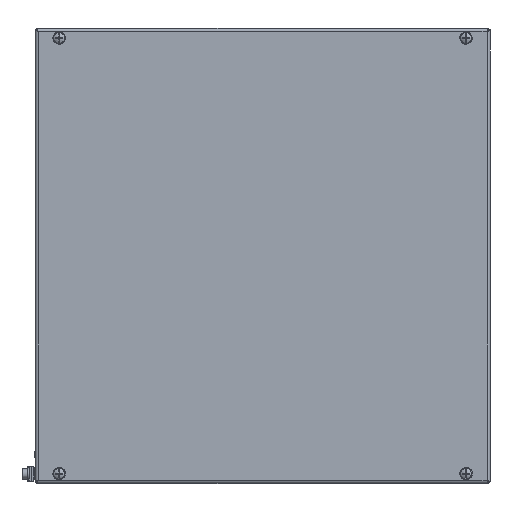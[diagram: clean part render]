
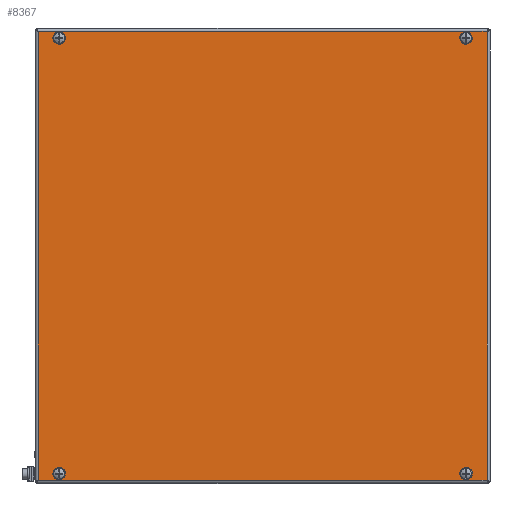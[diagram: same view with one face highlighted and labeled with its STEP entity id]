
A CAD part, top view. The second image highlights one B-rep face of the part: STEP entity #8367.
In plain terms, the highlighted face is planar.
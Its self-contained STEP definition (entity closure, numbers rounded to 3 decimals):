
#449=LINE('',#12938,#1052);
#450=LINE('',#12940,#1053);
#451=LINE('',#12942,#1054);
#452=LINE('',#12943,#1055);
#1052=VECTOR('',#10181,1000.);
#1053=VECTOR('',#10182,1000.);
#1054=VECTOR('',#10183,1000.);
#1055=VECTOR('',#10184,1000.);
#1789=PLANE('',#9023);
#2018=FACE_BOUND('',#3053,.T.);
#2019=FACE_BOUND('',#3054,.T.);
#2020=FACE_BOUND('',#3055,.T.);
#2021=FACE_BOUND('',#3056,.T.);
#2452=FACE_OUTER_BOUND('',#3052,.T.);
#3052=EDGE_LOOP('',(#6220,#6221,#6222,#6223));
#3053=EDGE_LOOP('',(#6224));
#3054=EDGE_LOOP('',(#6225));
#3055=EDGE_LOOP('',(#6226));
#3056=EDGE_LOOP('',(#6227));
#3750=CIRCLE('',#9012,4.);
#3752=CIRCLE('',#9015,4.);
#3754=CIRCLE('',#9018,4.);
#3756=CIRCLE('',#9021,4.);
#4146=VERTEX_POINT('',#12909);
#4148=VERTEX_POINT('',#12914);
#4150=VERTEX_POINT('',#12919);
#4152=VERTEX_POINT('',#12924);
#4157=VERTEX_POINT('',#12936);
#4158=VERTEX_POINT('',#12937);
#4159=VERTEX_POINT('',#12939);
#4160=VERTEX_POINT('',#12941);
#4913=EDGE_CURVE('',#4146,#4146,#3750,.T.);
#4915=EDGE_CURVE('',#4148,#4148,#3752,.T.);
#4917=EDGE_CURVE('',#4150,#4150,#3754,.T.);
#4919=EDGE_CURVE('',#4152,#4152,#3756,.T.);
#4924=EDGE_CURVE('',#4157,#4158,#449,.T.);
#4925=EDGE_CURVE('',#4158,#4159,#450,.T.);
#4926=EDGE_CURVE('',#4159,#4160,#451,.T.);
#4927=EDGE_CURVE('',#4160,#4157,#452,.T.);
#6220=ORIENTED_EDGE('',*,*,#4924,.T.);
#6221=ORIENTED_EDGE('',*,*,#4925,.T.);
#6222=ORIENTED_EDGE('',*,*,#4926,.T.);
#6223=ORIENTED_EDGE('',*,*,#4927,.T.);
#6224=ORIENTED_EDGE('',*,*,#4913,.F.);
#6225=ORIENTED_EDGE('',*,*,#4915,.F.);
#6226=ORIENTED_EDGE('',*,*,#4917,.F.);
#6227=ORIENTED_EDGE('',*,*,#4919,.F.);
#8367=ADVANCED_FACE('',(#2452,#2018,#2019,#2020,#2021),#1789,.F.);
#9012=AXIS2_PLACEMENT_3D('',#12910,#10153,#10154);
#9015=AXIS2_PLACEMENT_3D('',#12915,#10159,#10160);
#9018=AXIS2_PLACEMENT_3D('',#12920,#10165,#10166);
#9021=AXIS2_PLACEMENT_3D('',#12925,#10171,#10172);
#9023=AXIS2_PLACEMENT_3D('',#12935,#10179,#10180);
#10153=DIRECTION('center_axis',(0.,0.,-1.));
#10154=DIRECTION('ref_axis',(1.,0.,0.));
#10159=DIRECTION('center_axis',(0.,0.,-1.));
#10160=DIRECTION('ref_axis',(-1.,0.,0.));
#10165=DIRECTION('center_axis',(0.,0.,-1.));
#10166=DIRECTION('ref_axis',(1.,0.,0.));
#10171=DIRECTION('center_axis',(0.,0.,-1.));
#10172=DIRECTION('ref_axis',(-1.,0.,0.));
#10179=DIRECTION('center_axis',(0.,0.,1.));
#10180=DIRECTION('ref_axis',(1.,0.,0.));
#10181=DIRECTION('',(-1.,0.,0.));
#10182=DIRECTION('',(0.,1.,0.));
#10183=DIRECTION('',(1.,0.,0.));
#10184=DIRECTION('',(0.,-1.,0.));
#12909=CARTESIAN_POINT('',(166.,-182.,0.));
#12910=CARTESIAN_POINT('Origin',(170.,-182.,0.));
#12914=CARTESIAN_POINT('',(-174.,-182.,0.));
#12915=CARTESIAN_POINT('Origin',(-170.,-182.,0.));
#12919=CARTESIAN_POINT('',(-174.,182.,0.));
#12920=CARTESIAN_POINT('Origin',(-170.,182.,0.));
#12924=CARTESIAN_POINT('',(166.,182.,0.));
#12925=CARTESIAN_POINT('Origin',(170.,182.,0.));
#12935=CARTESIAN_POINT('Origin',(-190.,190.,0.));
#12936=CARTESIAN_POINT('',(187.5,-187.5,0.));
#12937=CARTESIAN_POINT('',(-187.5,-187.5,0.));
#12938=CARTESIAN_POINT('',(188.743,-187.5,0.));
#12939=CARTESIAN_POINT('',(-187.5,187.5,0.));
#12940=CARTESIAN_POINT('',(-187.5,-188.743,0.));
#12941=CARTESIAN_POINT('',(187.5,187.5,0.));
#12942=CARTESIAN_POINT('',(-188.743,187.5,0.));
#12943=CARTESIAN_POINT('',(187.5,188.743,0.));
